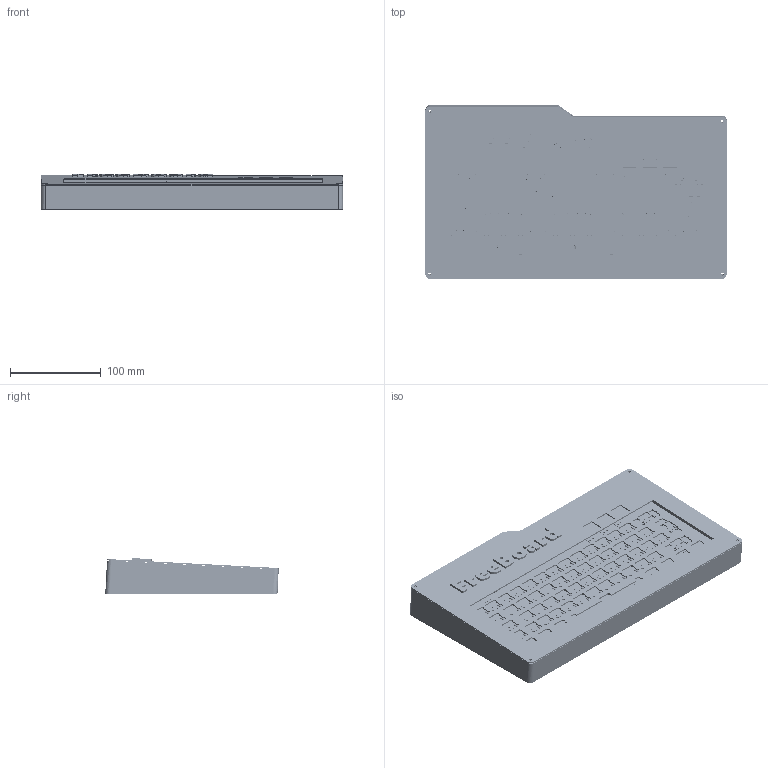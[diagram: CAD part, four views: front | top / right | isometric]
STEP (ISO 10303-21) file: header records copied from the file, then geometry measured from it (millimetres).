
FILE_DESCRIPTION(/* description */ (''),/* implementation_level */ '2;1');
FILE_NAME(/* name */ 'FreeBoard Assembled.step',/* time_stamp */ '2025-07-08T20:41:52+01:00',/* author */ (''),/* organization */ (''),/* preprocessor_version */ 'ST-DEVELOPER v20.1',/* originating_system */ 'Autodesk Translation Framework v14.10.0.0',/* authorisation */ '');
FILE_SCHEMA (('AUTOMOTIVE_DESIGN { 1 0 10303 214 3 1 1 }'));
Products named in the file (8): 2025-07-08-20-38-12-558; 2025-07-06-01-50-09-006; FreeBoard 1; FreeBoard_PCB; D_DO-35_SOD27_P7.62mm_Horizontal; 2025-07-01-23-04-16-672; 2025-07-06-11-56-40-546; 2025-07-06-12-18-19-000
Assembly tree (68 placements, depth 3):
  2025-07-08-20-38-12-558
    2025-07-06-01-50-09-006
    FreeBoard 1
      D_DO-35_SOD27_P7.62mm_Horizontal  x62
      FreeBoard_PCB
    2025-07-01-23-04-16-672
    2025-07-06-11-56-40-546
      2025-07-06-12-18-19-000
Bounding box: 333 x 191.68 x 39.61 mm (x, y, z)
Volume: 944118.4 mm3; surface area: 384440.7 mm2
Topology: 128 solids, 128 shells, 3257 faces, 8432 edges, 5580 vertices
Faces by surface type: plane 1989, cylinder 914, torus 248, bspline 106
Full cylindrical faces by diameter (mm): 0.5 x186, 0.8 x124, 1 x15, 1.02 x43, 1.5 x126, 1.7 x124, 1.8 x2, 2 x124, 2.02 x62, 2.1 x3, 3.4 x12, 4 x62, 5 x4, 18 x1
Entity records: 79879 total; most frequent: CARTESIAN_POINT 15577, ORIENTED_EDGE 13448, DIRECTION 12122, EDGE_CURVE 6724, LINE 5404, VECTOR 5404, VERTEX_POINT 4482, EDGE_LOOP 3490
